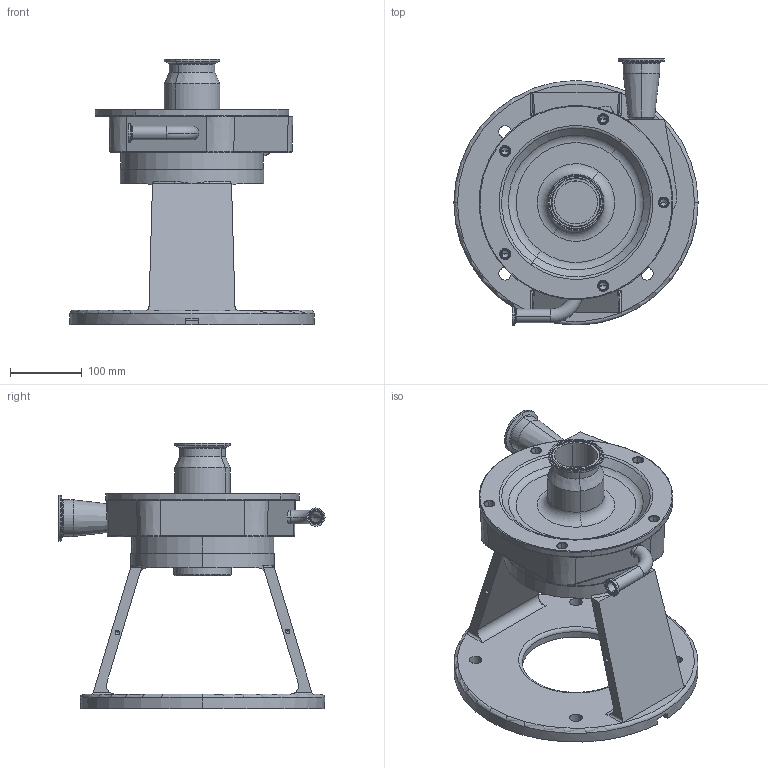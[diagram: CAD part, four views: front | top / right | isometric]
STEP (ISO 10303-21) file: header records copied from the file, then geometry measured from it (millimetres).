
FILE_DESCRIPTION (( 'STEP AP214' ), '1' );
FILE_NAME ('FPX 1741-1742 320TC VERT 3-4 IN ELBOW LEFT DRAIN.STEP', '2023-01-17T20:15:59', ( '' ), ( '' ), 'SwSTEP 2.0', 'SolidWorks 2021', '' );
FILE_SCHEMA (( 'AUTOMOTIVE_DESIGN' ));
Length unit declared in the file: millimetre
Products named in the file (1): FPX 1741-1742 320TC VERT 3-4 IN ELBOW LEFT DRAIN
Bounding box: 340 x 370.7 x 369 mm (x, y, z)
Volume: 4556493.9 mm3; surface area: 702812.2 mm2
Topology: 1 solids, 5 shells, 446 faces, 1005 edges, 590 vertices
Faces by surface type: cylinder 165, cone 100, plane 91, torus 78, bspline 9, sphere 3
Entity records: 13692 total; most frequent: CARTESIAN_POINT 3594, DIRECTION 2331, ORIENTED_EDGE 1958, AXIS2_PLACEMENT_3D 1001, EDGE_CURVE 979, VERTEX_POINT 590, CIRCLE 563, EDGE_LOOP 509
